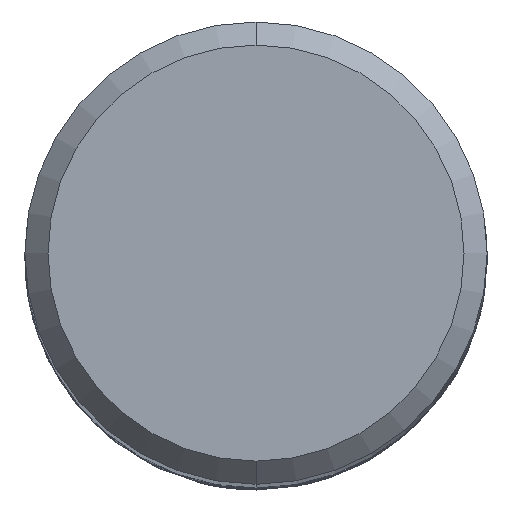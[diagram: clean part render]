
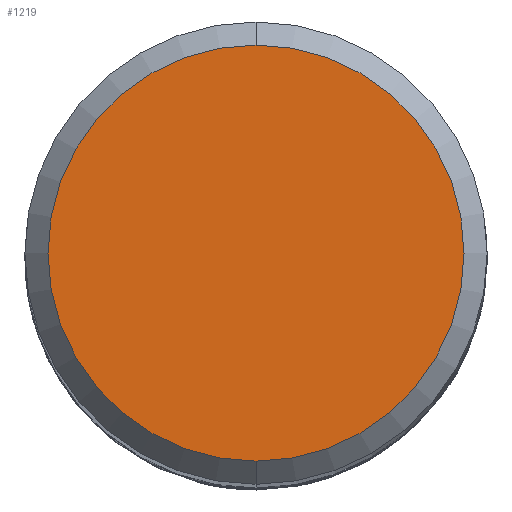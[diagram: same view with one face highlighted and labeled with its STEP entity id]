
A CAD part, top view. The second image highlights one B-rep face of the part: STEP entity #1219.
In plain terms, the highlighted planar face has unit normal (0, 0, 1).
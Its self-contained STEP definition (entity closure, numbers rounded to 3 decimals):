
#1219=ADVANCED_FACE('',(#3015),#3016,.T.);
#1423=EDGE_CURVE('',#1973,#1843,#3238,.T.);
#1843=VERTEX_POINT('',#3694);
#1973=VERTEX_POINT('',#3838);
#2263=EDGE_CURVE('',#1843,#1973,#4151,.T.);
#3015=FACE_OUTER_BOUND('',#7940,.T.);
#3016=PLANE('',#7941);
#3238=CIRCLE('',#10088,4.5);
#3694=CARTESIAN_POINT('',(0.0,4.5,0.0));
#3838=CARTESIAN_POINT('',(0.,-4.5,0.0));
#4151=CIRCLE('',#19505,4.5);
#7940=EDGE_LOOP('',(#22710,#22711));
#7941=AXIS2_PLACEMENT_3D('',#22712,#22713,#22714);
#10088=AXIS2_PLACEMENT_3D('',#22949,#22950,#22951);
#19505=AXIS2_PLACEMENT_3D('',#23894,#23895,#23896);
#22710=ORIENTED_EDGE('',*,*,#2263,.F.);
#22711=ORIENTED_EDGE('',*,*,#1423,.F.);
#22712=CARTESIAN_POINT('',(0.0,2.25,0.0));
#22713=DIRECTION('',(-0.0,0.0,1.0));
#22714=DIRECTION('',(0.0,-1.0,0.0));
#22949=CARTESIAN_POINT('',(0.0,0.0,0.0));
#22950=DIRECTION('',(0.0,0.0,-1.0));
#22951=DIRECTION('',(0.0,1.0,0.0));
#23894=CARTESIAN_POINT('',(0.0,0.0,0.0));
#23895=DIRECTION('',(0.0,0.0,-1.0));
#23896=DIRECTION('',(0.0,1.0,0.0));
